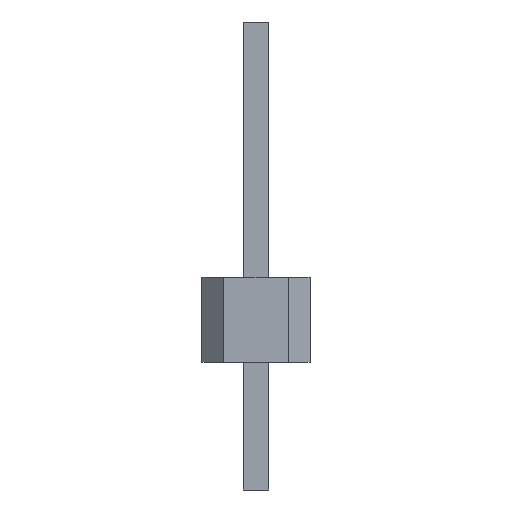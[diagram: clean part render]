
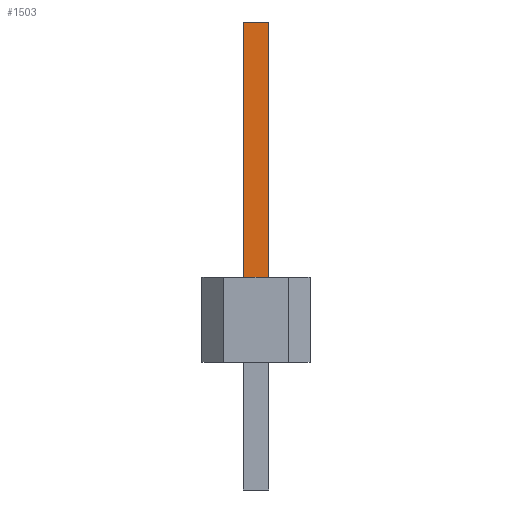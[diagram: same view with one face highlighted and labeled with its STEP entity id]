
A CAD part, left-side view. The second image highlights one B-rep face of the part: STEP entity #1503.
In plain terms, the highlighted planar face has unit normal (-1, 0, 0).
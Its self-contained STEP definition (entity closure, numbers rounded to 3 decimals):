
#9 = CARTESIAN_POINT ( 'NONE',  ( -0.3, -0.3, 8. ) ) ;
#51 = ORIENTED_EDGE ( 'NONE', *, *, #481, .F. ) ;
#185 = CARTESIAN_POINT ( 'NONE',  ( -0.3, 0.3, 2. ) ) ;
#195 = PLANE ( 'NONE',  #277 ) ;
#197 = VERTEX_POINT ( 'NONE', #511 ) ;
#226 = LINE ( 'NONE', #1292, #930 ) ;
#227 = DIRECTION ( 'NONE',  ( 0., -1., 0. ) ) ;
#277 = AXIS2_PLACEMENT_3D ( 'NONE', #1385, #1645, #908 ) ;
#303 = VECTOR ( 'NONE', #227, 1000. ) ;
#321 = LINE ( 'NONE', #185, #1791 ) ;
#338 = ORIENTED_EDGE ( 'NONE', *, *, #717, .T. ) ;
#354 = CARTESIAN_POINT ( 'NONE',  ( -0.3, -0.3, -3. ) ) ;
#398 = VERTEX_POINT ( 'NONE', #9 ) ;
#481 = EDGE_CURVE ( 'NONE', #777, #1806, #226, .T. ) ;
#511 = CARTESIAN_POINT ( 'NONE',  ( -0.3, -0.3, 2. ) ) ;
#536 = DIRECTION ( 'NONE',  ( 0., 0., 1. ) ) ;
#717 = EDGE_CURVE ( 'NONE', #197, #398, #1590, .T. ) ;
#758 = CARTESIAN_POINT ( 'NONE',  ( -0.3, 0.3, 8. ) ) ;
#777 = VERTEX_POINT ( 'NONE', #845 ) ;
#779 = DIRECTION ( 'NONE',  ( 0., -1., 0. ) ) ;
#837 = CARTESIAN_POINT ( 'NONE',  ( -0.3, 0.3, 8. ) ) ;
#845 = CARTESIAN_POINT ( 'NONE',  ( -0.3, 0.3, 2. ) ) ;
#885 = EDGE_LOOP ( 'NONE', ( #51, #1190, #338, #913 ) ) ;
#908 = DIRECTION ( 'NONE',  ( 0., 0., 1. ) ) ;
#913 = ORIENTED_EDGE ( 'NONE', *, *, #1513, .F. ) ;
#930 = VECTOR ( 'NONE', #1425, 1000. ) ;
#1187 = VECTOR ( 'NONE', #536, 1000. ) ;
#1190 = ORIENTED_EDGE ( 'NONE', *, *, #1426, .T. ) ;
#1292 = CARTESIAN_POINT ( 'NONE',  ( -0.3, 0.3, -3. ) ) ;
#1385 = CARTESIAN_POINT ( 'NONE',  ( -0.3, 0.3, -3. ) ) ;
#1425 = DIRECTION ( 'NONE',  ( 0., 0., 1. ) ) ;
#1426 = EDGE_CURVE ( 'NONE', #777, #197, #321, .T. ) ;
#1503 = ADVANCED_FACE ( 'NONE', ( #1532 ), #195, .T. ) ;
#1513 = EDGE_CURVE ( 'NONE', #1806, #398, #1827, .T. ) ;
#1532 = FACE_OUTER_BOUND ( 'NONE', #885, .T. ) ;
#1590 = LINE ( 'NONE', #354, #1187 ) ;
#1645 = DIRECTION ( 'NONE',  ( -1., 0., 0. ) ) ;
#1791 = VECTOR ( 'NONE', #779, 1000. ) ;
#1806 = VERTEX_POINT ( 'NONE', #837 ) ;
#1827 = LINE ( 'NONE', #758, #303 ) ;
